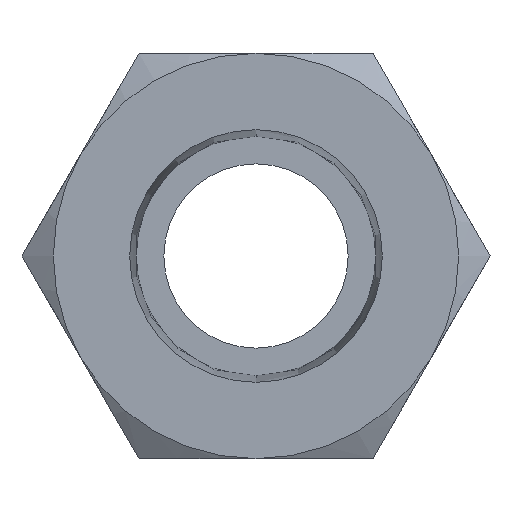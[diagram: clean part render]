
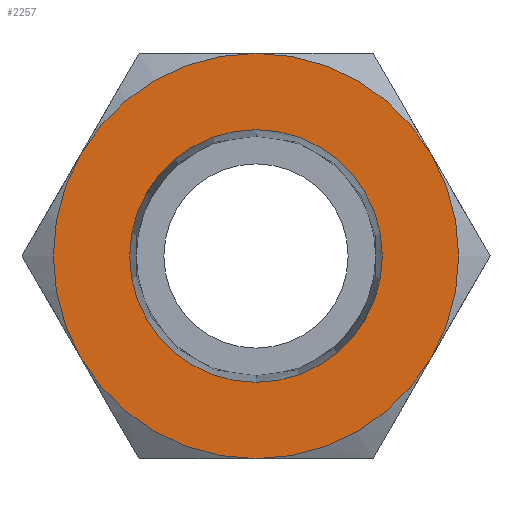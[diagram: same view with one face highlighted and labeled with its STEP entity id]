
A CAD part, front view. The second image highlights one B-rep face of the part: STEP entity #2257.
In plain terms, the highlighted planar face has unit normal (0, -1, 0).
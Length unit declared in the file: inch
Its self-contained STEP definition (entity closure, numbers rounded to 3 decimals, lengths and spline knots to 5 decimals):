
#162 = DIRECTION ( 'NONE',  ( 0., 1., 0. ) ) ;
#164 = CIRCLE ( 'NONE', #760, 0.43307 ) ;
#248 = CARTESIAN_POINT ( 'NONE',  ( 0., 0., 0. ) ) ;
#290 = ORIENTED_EDGE ( 'NONE', *, *, #1719, .F. ) ;
#324 = CIRCLE ( 'NONE', #1712, 0.43307 ) ;
#399 = VERTEX_POINT ( 'NONE', #2105 ) ;
#440 = VERTEX_POINT ( 'NONE', #1977 ) ;
#485 = VERTEX_POINT ( 'NONE', #1897 ) ;
#486 = AXIS2_PLACEMENT_3D ( 'NONE', #1936, #1278, #1725 ) ;
#494 = DIRECTION ( 'NONE',  ( 0., 0., 1. ) ) ;
#508 = CIRCLE ( 'NONE', #1316, 0.27 ) ;
#641 = AXIS2_PLACEMENT_3D ( 'NONE', #2419, #1052, #2641 ) ;
#676 = EDGE_LOOP ( 'NONE', ( #1063, #290, #1744, #805, #1294, #1327 ) ) ;
#682 = EDGE_CURVE ( 'NONE', #1634, #759, #324, .T. ) ;
#696 = CARTESIAN_POINT ( 'NONE',  ( 0.37505, 0., 0.21654 ) ) ;
#744 = AXIS2_PLACEMENT_3D ( 'NONE', #1592, #162, #1823 ) ;
#759 = VERTEX_POINT ( 'NONE', #2340 ) ;
#760 = AXIS2_PLACEMENT_3D ( 'NONE', #856, #846, #826 ) ;
#805 = ORIENTED_EDGE ( 'NONE', *, *, #963, .F. ) ;
#826 = DIRECTION ( 'NONE',  ( 0., 0., 1. ) ) ;
#846 = DIRECTION ( 'NONE',  ( 0., 1., 0. ) ) ;
#856 = CARTESIAN_POINT ( 'NONE',  ( 0., 0., 0. ) ) ;
#963 = EDGE_CURVE ( 'NONE', #1530, #440, #1691, .T. ) ;
#983 = CARTESIAN_POINT ( 'NONE',  ( 0., 0., 0. ) ) ;
#1042 = DIRECTION ( 'NONE',  ( 0., 0., 1. ) ) ;
#1052 = DIRECTION ( 'NONE',  ( 0., -1., 0. ) ) ;
#1063 = ORIENTED_EDGE ( 'NONE', *, *, #2173, .F. ) ;
#1092 = EDGE_CURVE ( 'NONE', #1779, #1624, #508, .T. ) ;
#1120 = EDGE_CURVE ( 'NONE', #440, #485, #164, .T. ) ;
#1201 = CARTESIAN_POINT ( 'NONE',  ( 0., 0., 0. ) ) ;
#1234 = DIRECTION ( 'NONE',  ( 0., 0., 1. ) ) ;
#1242 = ORIENTED_EDGE ( 'NONE', *, *, #1534, .T. ) ;
#1278 = DIRECTION ( 'NONE',  ( 0., 1., 0. ) ) ;
#1294 = ORIENTED_EDGE ( 'NONE', *, *, #2963, .F. ) ;
#1301 = CARTESIAN_POINT ( 'NONE',  ( 0., 0., 0.27 ) ) ;
#1316 = AXIS2_PLACEMENT_3D ( 'NONE', #1765, #1755, #1748 ) ;
#1327 = ORIENTED_EDGE ( 'NONE', *, *, #682, .F. ) ;
#1329 = CIRCLE ( 'NONE', #744, 0.43307 ) ;
#1380 = CARTESIAN_POINT ( 'NONE',  ( 0., 0., 0. ) ) ;
#1421 = DIRECTION ( 'NONE',  ( 0., 0., -1. ) ) ;
#1459 = FACE_OUTER_BOUND ( 'NONE', #676, .T. ) ;
#1514 = PLANE ( 'NONE',  #641 ) ;
#1520 = CIRCLE ( 'NONE', #2304, 0.43307 ) ;
#1530 = VERTEX_POINT ( 'NONE', #2069 ) ;
#1534 = EDGE_CURVE ( 'NONE', #1624, #1779, #2901, .T. ) ;
#1592 = CARTESIAN_POINT ( 'NONE',  ( 0., 0., 0. ) ) ;
#1605 = DIRECTION ( 'NONE',  ( 0., 1., 0. ) ) ;
#1624 = VERTEX_POINT ( 'NONE', #2749 ) ;
#1634 = VERTEX_POINT ( 'NONE', #696 ) ;
#1691 = CIRCLE ( 'NONE', #486, 0.43307 ) ;
#1712 = AXIS2_PLACEMENT_3D ( 'NONE', #1380, #1605, #1042 ) ;
#1719 = EDGE_CURVE ( 'NONE', #485, #399, #1799, .T. ) ;
#1725 = DIRECTION ( 'NONE',  ( 0., 0., 1. ) ) ;
#1744 = ORIENTED_EDGE ( 'NONE', *, *, #1120, .F. ) ;
#1748 = DIRECTION ( 'NONE',  ( 0., 0., -1. ) ) ;
#1755 = DIRECTION ( 'NONE',  ( 0., 1., 0. ) ) ;
#1765 = CARTESIAN_POINT ( 'NONE',  ( 0., 0., 0. ) ) ;
#1779 = VERTEX_POINT ( 'NONE', #1301 ) ;
#1799 = CIRCLE ( 'NONE', #2773, 0.43307 ) ;
#1823 = DIRECTION ( 'NONE',  ( 0., 0., 1. ) ) ;
#1897 = CARTESIAN_POINT ( 'NONE',  ( -0.37505, 0., 0.21654 ) ) ;
#1900 = DIRECTION ( 'NONE',  ( 0., 1., 0. ) ) ;
#1919 = AXIS2_PLACEMENT_3D ( 'NONE', #1201, #2750, #1421 ) ;
#1936 = CARTESIAN_POINT ( 'NONE',  ( 0., 0., 0. ) ) ;
#1977 = CARTESIAN_POINT ( 'NONE',  ( -0.37505, 0., -0.21654 ) ) ;
#2069 = CARTESIAN_POINT ( 'NONE',  ( 0., 0., -0.43307 ) ) ;
#2105 = CARTESIAN_POINT ( 'NONE',  ( 0., 0., 0.43307 ) ) ;
#2139 = ORIENTED_EDGE ( 'NONE', *, *, #1092, .T. ) ;
#2173 = EDGE_CURVE ( 'NONE', #399, #1634, #1520, .T. ) ;
#2222 = EDGE_LOOP ( 'NONE', ( #1242, #2139 ) ) ;
#2257 = ADVANCED_FACE ( 'NONE', ( #2640, #1459 ), #1514, .T. ) ;
#2304 = AXIS2_PLACEMENT_3D ( 'NONE', #248, #1900, #494 ) ;
#2340 = CARTESIAN_POINT ( 'NONE',  ( 0.37505, 0., -0.21654 ) ) ;
#2419 = CARTESIAN_POINT ( 'NONE',  ( -0.35154, 0., 0. ) ) ;
#2562 = DIRECTION ( 'NONE',  ( 0., 1., 0. ) ) ;
#2640 = FACE_BOUND ( 'NONE', #2222, .T. ) ;
#2641 = DIRECTION ( 'NONE',  ( 0., 0., -1. ) ) ;
#2749 = CARTESIAN_POINT ( 'NONE',  ( 0., 0., -0.27 ) ) ;
#2750 = DIRECTION ( 'NONE',  ( 0., 1., 0. ) ) ;
#2773 = AXIS2_PLACEMENT_3D ( 'NONE', #983, #2562, #1234 ) ;
#2901 = CIRCLE ( 'NONE', #1919, 0.27 ) ;
#2963 = EDGE_CURVE ( 'NONE', #759, #1530, #1329, .T. ) ;
